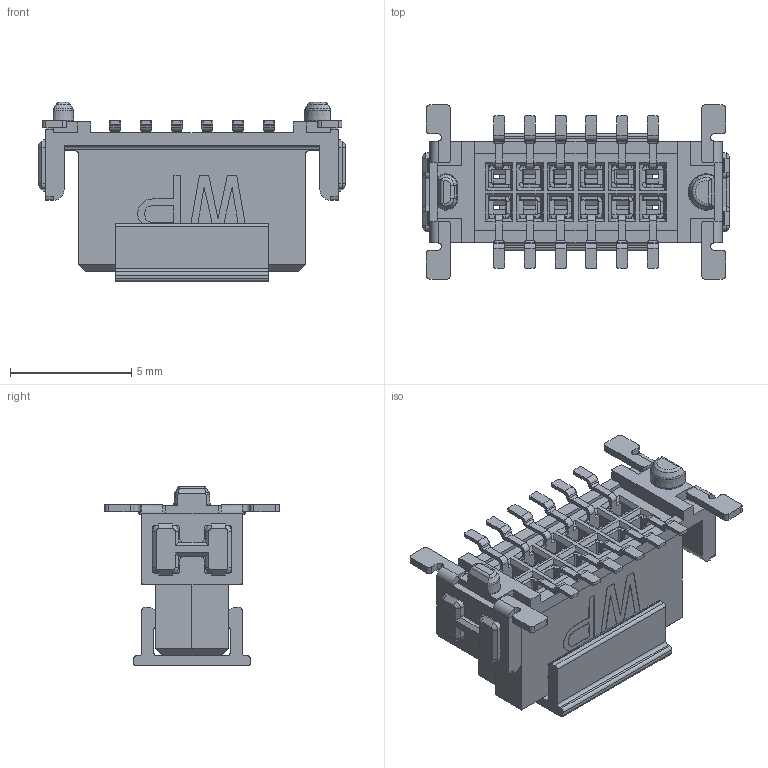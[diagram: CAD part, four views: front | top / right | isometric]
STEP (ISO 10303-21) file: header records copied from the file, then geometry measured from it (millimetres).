
FILE_DESCRIPTION(/* description */ (''),/* implementation_level */ '2;1');
FILE_NAME(/* name */ '9013-12-1-xx-PPxx.stp',/* time_stamp */ '2025-11-17T09:08:06+01:00',/* author */ ('Andreas.Larin'),/* organization */ (''),/* preprocessor_version */ 'ST-DEVELOPER v20',/* originating_system */ 'Autodesk Inventor 2025',/* authorisation */ '');
FILE_SCHEMA (('AUTOMOTIVE_DESIGN { 1 0 10303 214 3 1 1 }'));
Products named in the file (3): 9013-12-1-xx-PPxx; 9013-Body1; 9013-Body1-Cap
Assembly tree (2 placements, depth 2):
  9013-12-1-xx-PPxx
    9013-Body1
    9013-Body1-Cap
Bounding box: 12.7 x 7.2 x 7.4 mm (x, y, z)
Volume: 177.1 mm3; surface area: 910.3 mm2
Topology: 2 solids, 2 shells, 2430 faces, 6247 edges, 3814 vertices
Faces by surface type: plane 1549, cylinder 777, bspline 76, cone 22, torus 6
Entity records: 77882 total; most frequent: CARTESIAN_POINT 15632, DIRECTION 12597, ORIENTED_EDGE 12494, EDGE_CURVE 6247, LINE 4357, VECTOR 4357, AXIS2_PLACEMENT_3D 4120, VERTEX_POINT 3814
